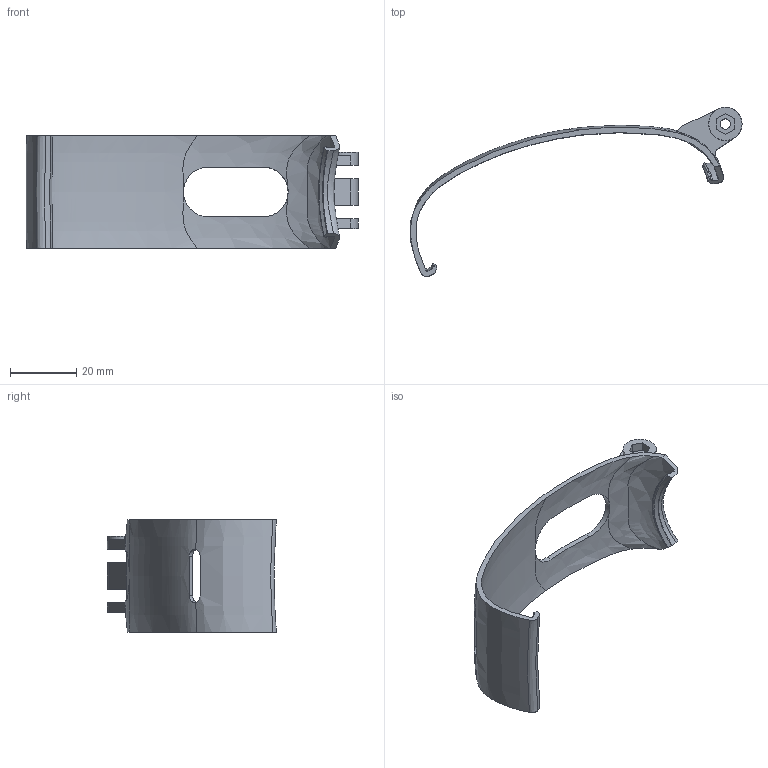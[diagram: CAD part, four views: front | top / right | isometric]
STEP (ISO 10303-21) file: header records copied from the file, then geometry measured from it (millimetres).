
FILE_DESCRIPTION (( 'STEP AP214' ), '1' );
FILE_NAME ('Quest3_MountScobe_01.STEP', '2025-07-02T18:19:23', ( '' ), ( '' ), 'SwSTEP 2.0', 'SolidWorks 2024', '' );
FILE_SCHEMA (( 'AUTOMOTIVE_DESIGN' ));
Length unit declared in the file: millimetre
Products named in the file (1): Quest3_MountScobe_01
Bounding box: 99.91 x 50.89 x 34 mm (x, y, z)
Volume: 8285.1 mm3; surface area: 9914.4 mm2
Topology: 1 solids, 1 shells, 88 faces, 253 edges, 166 vertices
Faces by surface type: plane 35, bspline 32, cylinder 19, cone 2
Entity records: 8121 total; most frequent: CARTESIAN_POINT 6107, ORIENTED_EDGE 506, DIRECTION 268, EDGE_CURVE 253, VERTEX_POINT 166, B_SPLINE_CURVE_WITH_KNOTS 129, EDGE_LOOP 97, LINE 94
